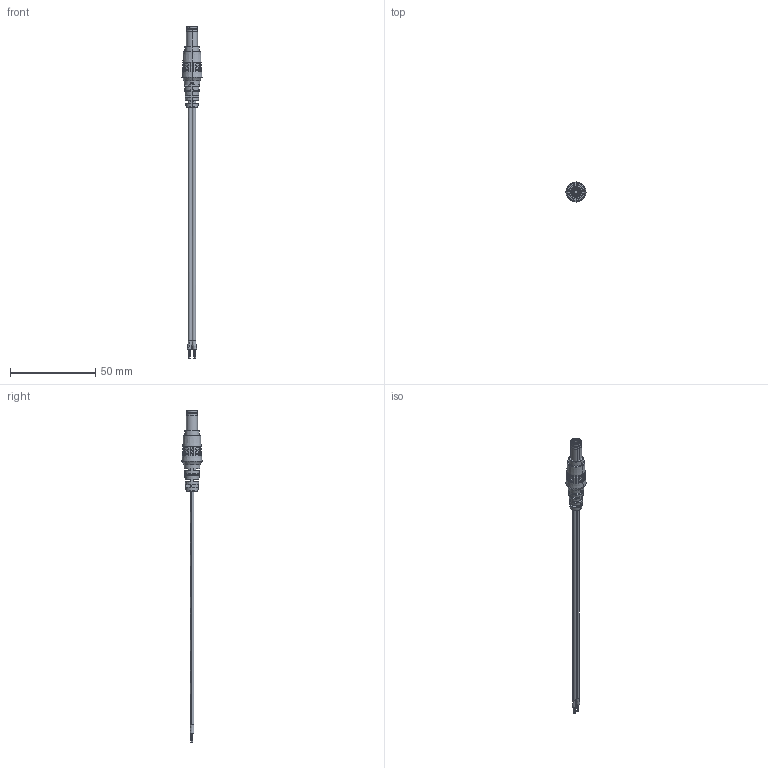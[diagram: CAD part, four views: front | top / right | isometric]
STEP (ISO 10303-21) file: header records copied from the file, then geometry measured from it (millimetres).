
FILE_DESCRIPTION (( 'STEP AP203' ), '1' );
FILE_NAME ('053-0489R.step', '2016-09-15T23:06:56', ( '' ), ( '' ), 'SwSTEP 2.0', 'SolidWorks 2015', '' );
FILE_SCHEMA (( 'CONFIG_CONTROL_DESIGN' ));
Length unit declared in the file: millimetre
Products named in the file (8): 50-00090 insulator; 50-00090; 053-0489R; 50-00090 shell; 50-00090 barrel; 24-00055_default; 50-00090 pin; 30-00007_Stripped and tinned 5mm
Assembly tree (7 placements, depth 3):
  053-0489R
    30-00007_Stripped and tinned 5mm
    24-00055_default
    50-00090
      50-00090 barrel
      50-00090 insulator
      50-00090 pin
      50-00090 shell
Bounding box: 11.79 x 11.79 x 194.55 mm (x, y, z)
Volume: 3943.4 mm3; surface area: 18518.5 mm2
Topology: 177 solids, 177 shells, 1285 faces, 2374 edges, 1549 vertices
Faces by surface type: plane 555, cylinder 549, torus 62, cone 62, bspline 57
Entity records: 35637 total; most frequent: CARTESIAN_POINT 8757, DIRECTION 5944, ORIENTED_EDGE 4744, AXIS2_PLACEMENT_3D 2569, EDGE_CURVE 2372, VERTEX_POINT 1549, EDGE_LOOP 1399, CIRCLE 1330
